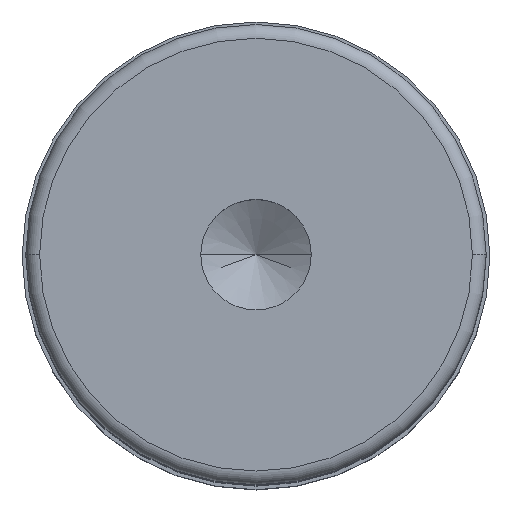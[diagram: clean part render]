
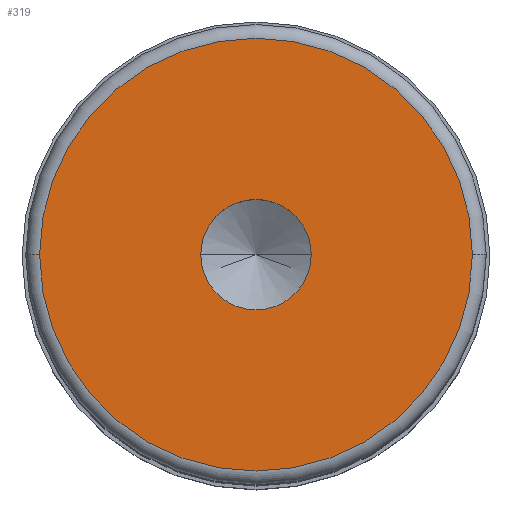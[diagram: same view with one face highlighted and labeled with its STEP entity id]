
A CAD part, top view. The second image highlights one B-rep face of the part: STEP entity #319.
In plain terms, the highlighted planar face has unit normal (0, 0, 1).
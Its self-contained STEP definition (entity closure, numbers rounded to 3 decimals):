
#197=EDGE_CURVE('',#387,#395,#525,.T.);
#205=EDGE_CURVE('',#285,#315,#534,.T.);
#283=EDGE_CURVE('',#315,#285,#616,.T.);
#285=VERTEX_POINT('',#618);
#315=VERTEX_POINT('',#651);
#319=ADVANCED_FACE('',(#655,#656),#657,.T.);
#373=EDGE_CURVE('',#395,#387,#720,.T.);
#387=VERTEX_POINT('',#737);
#395=VERTEX_POINT('',#747);
#525=CIRCLE('',#887,23.5);
#534=CIRCLE('',#900,6.);
#616=CIRCLE('',#1012,6.);
#618=CARTESIAN_POINT('',(6.,0.,100.0));
#651=CARTESIAN_POINT('',(-6.,0.,100.0));
#655=FACE_BOUND('',#1058,.T.);
#656=FACE_OUTER_BOUND('',#1059,.T.);
#657=PLANE('',#1060);
#720=CIRCLE('',#1134,23.5);
#737=CARTESIAN_POINT('',(-23.5,0.,100.0));
#747=CARTESIAN_POINT('',(23.5,0.,100.0));
#887=AXIS2_PLACEMENT_3D('',#1328,#1329,#1330);
#900=AXIS2_PLACEMENT_3D('',#1343,#1344,#1345);
#1012=AXIS2_PLACEMENT_3D('',#1434,#1435,#1436);
#1058=EDGE_LOOP('',(#1479,#1480));
#1059=EDGE_LOOP('',(#1481,#1482));
#1060=AXIS2_PLACEMENT_3D('',#1483,#1484,#1485);
#1134=AXIS2_PLACEMENT_3D('',#1558,#1559,#1560);
#1328=CARTESIAN_POINT('',(0.,0.,100.0));
#1329=DIRECTION('',(-0.0,0.0,-1.0));
#1330=DIRECTION('',(-1.0,0.,0.0));
#1343=CARTESIAN_POINT('',(0.,0.,100.0));
#1344=DIRECTION('',(-0.0,0.0,-1.0));
#1345=DIRECTION('',(-1.0,0.,0.0));
#1434=CARTESIAN_POINT('',(0.,0.,100.0));
#1435=DIRECTION('',(-0.0,0.0,-1.0));
#1436=DIRECTION('',(-1.0,0.,0.0));
#1479=ORIENTED_EDGE('',*,*,#283,.T.);
#1480=ORIENTED_EDGE('',*,*,#205,.T.);
#1481=ORIENTED_EDGE('',*,*,#197,.F.);
#1482=ORIENTED_EDGE('',*,*,#373,.F.);
#1483=CARTESIAN_POINT('',(-11.75,0.,100.0));
#1484=DIRECTION('',(0.0,0.0,1.0));
#1485=DIRECTION('',(-1.0,0.,0.0));
#1558=CARTESIAN_POINT('',(0.,0.,100.0));
#1559=DIRECTION('',(-0.0,0.0,-1.0));
#1560=DIRECTION('',(-1.0,0.,0.0));
